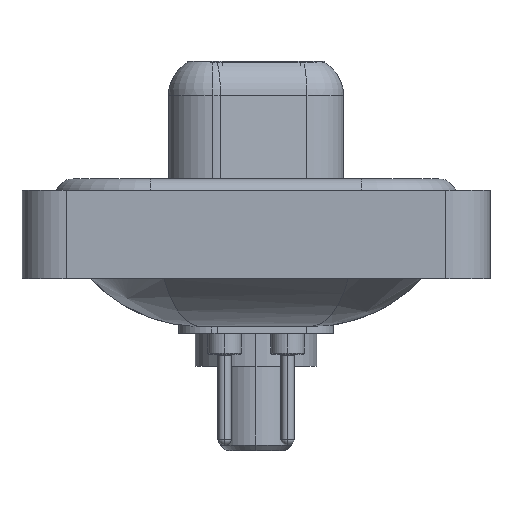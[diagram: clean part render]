
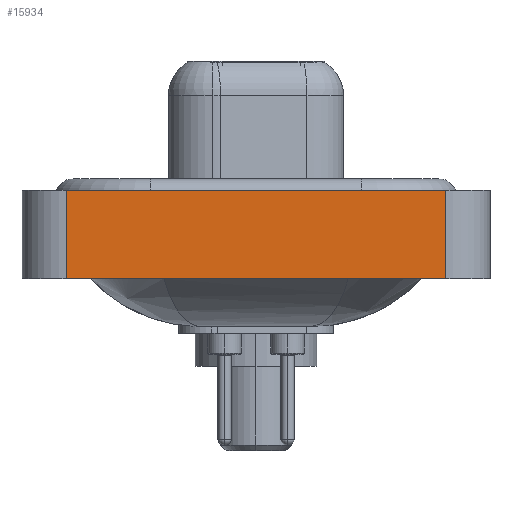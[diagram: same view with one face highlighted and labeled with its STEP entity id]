
A CAD part, left-side view. The second image highlights one B-rep face of the part: STEP entity #15934.
In plain terms, the highlighted planar face has unit normal (-1, 0, 0).
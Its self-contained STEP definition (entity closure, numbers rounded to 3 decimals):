
#101 = CARTESIAN_POINT ( 'NONE',  ( -7.3, -8.55, -3.6 ) ) ;
#992 = EDGE_CURVE ( 'NONE', #17833, #16778, #2005, .T. ) ;
#1479 = DIRECTION ( 'NONE',  ( 0., 0., 1. ) ) ;
#1617 = ORIENTED_EDGE ( 'NONE', *, *, #20287, .T. ) ;
#2005 = LINE ( 'NONE', #101, #21904 ) ;
#2547 = CARTESIAN_POINT ( 'NONE',  ( -7.3, -8.55, 0.4 ) ) ;
#2931 = ORIENTED_EDGE ( 'NONE', *, *, #10646, .F. ) ;
#3169 = CARTESIAN_POINT ( 'NONE',  ( -7.3, -8.55, -3.6 ) ) ;
#3188 = FACE_OUTER_BOUND ( 'NONE', #4001, .T. ) ;
#3194 = VECTOR ( 'NONE', #6051, 1000. ) ;
#3316 = AXIS2_PLACEMENT_3D ( 'NONE', #13572, #10064, #1479 ) ;
#4001 = EDGE_LOOP ( 'NONE', ( #19697, #19283, #2931, #1617 ) ) ;
#4114 = EDGE_CURVE ( 'NONE', #12654, #16778, #21555, .T. ) ;
#4150 = LINE ( 'NONE', #19314, #9946 ) ;
#4574 = CARTESIAN_POINT ( 'NONE',  ( -7.3, -8.55, 0.4 ) ) ;
#5056 = CARTESIAN_POINT ( 'NONE',  ( -7.3, -8.55, -3.6 ) ) ;
#5604 = VECTOR ( 'NONE', #14913, 1000. ) ;
#6051 = DIRECTION ( 'NONE',  ( 0., -1., 0. ) ) ;
#8262 = CARTESIAN_POINT ( 'NONE',  ( -7.3, 8.55, 0.4 ) ) ;
#9946 = VECTOR ( 'NONE', #10932, 1000. ) ;
#10064 = DIRECTION ( 'NONE',  ( -1., 0., 0. ) ) ;
#10370 = DIRECTION ( 'NONE',  ( 0., 0., 1. ) ) ;
#10646 = EDGE_CURVE ( 'NONE', #10720, #12654, #4150, .T. ) ;
#10720 = VERTEX_POINT ( 'NONE', #16132 ) ;
#10932 = DIRECTION ( 'NONE',  ( 0., 0., 1. ) ) ;
#12654 = VERTEX_POINT ( 'NONE', #8262 ) ;
#13572 = CARTESIAN_POINT ( 'NONE',  ( -7.3, -8.55, -3.6 ) ) ;
#14913 = DIRECTION ( 'NONE',  ( 0., -1., 0. ) ) ;
#14929 = PLANE ( 'NONE',  #3316 ) ;
#15934 = ADVANCED_FACE ( 'NONE', ( #3188 ), #14929, .T. ) ;
#16132 = CARTESIAN_POINT ( 'NONE',  ( -7.3, 8.55, -3.6 ) ) ;
#16778 = VERTEX_POINT ( 'NONE', #4574 ) ;
#17833 = VERTEX_POINT ( 'NONE', #5056 ) ;
#18772 = LINE ( 'NONE', #3169, #5604 ) ;
#19283 = ORIENTED_EDGE ( 'NONE', *, *, #4114, .F. ) ;
#19314 = CARTESIAN_POINT ( 'NONE',  ( -7.3, 8.55, -3.6 ) ) ;
#19697 = ORIENTED_EDGE ( 'NONE', *, *, #992, .T. ) ;
#20287 = EDGE_CURVE ( 'NONE', #10720, #17833, #18772, .T. ) ;
#21555 = LINE ( 'NONE', #2547, #3194 ) ;
#21904 = VECTOR ( 'NONE', #10370, 1000. ) ;
